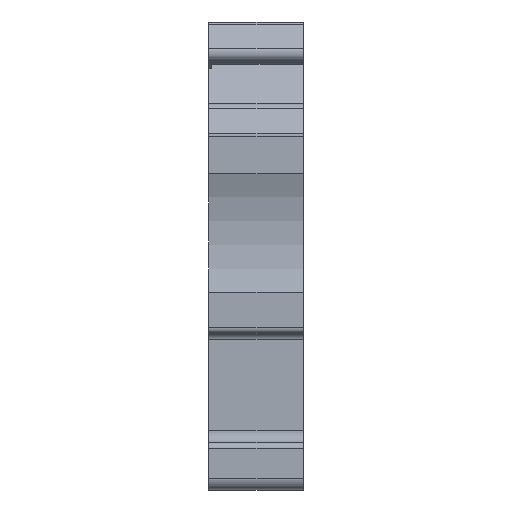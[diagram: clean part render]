
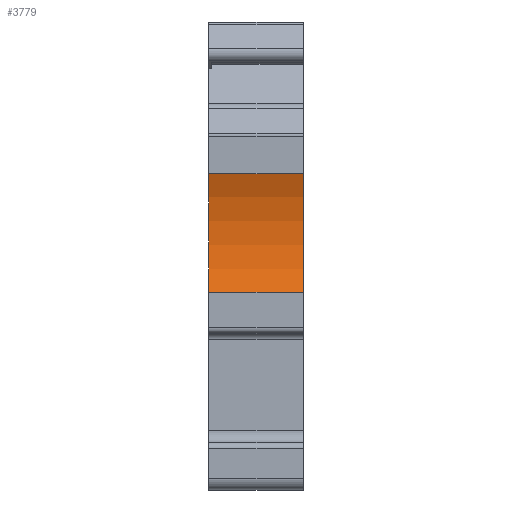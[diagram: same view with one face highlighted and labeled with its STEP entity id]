
A CAD part, left-side view. The second image highlights one B-rep face of the part: STEP entity #3779.
In plain terms, the highlighted cylindrical face has radius 13 mm (diameter 26 mm), a partial arc.
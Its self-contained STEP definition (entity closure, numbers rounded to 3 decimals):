
#45=CIRCLE('',#3955,13.);
#92=CIRCLE('',#4031,13.);
#174=CYLINDRICAL_SURFACE('',#4073,13.);
#771=ORIENTED_EDGE('',*,*,#1462,.T.);
#772=ORIENTED_EDGE('',*,*,#1702,.T.);
#773=ORIENTED_EDGE('',*,*,#1648,.F.);
#774=ORIENTED_EDGE('',*,*,#1703,.T.);
#1462=EDGE_CURVE('',#2013,#2012,#45,.F.);
#1648=EDGE_CURVE('',#2168,#2169,#92,.T.);
#1702=EDGE_CURVE('',#2012,#2169,#2555,.T.);
#1703=EDGE_CURVE('',#2168,#2013,#2556,.F.);
#2012=VERTEX_POINT('',#5551);
#2013=VERTEX_POINT('',#5553);
#2168=VERTEX_POINT('',#5922);
#2169=VERTEX_POINT('',#5924);
#2555=LINE('',#6031,#2995);
#2556=LINE('',#6033,#2996);
#2995=VECTOR('',#4826,1000.);
#2996=VECTOR('',#4829,1000.);
#3251=EDGE_LOOP('',(#771,#772,#773,#774));
#3448=FACE_BOUND('',#3251,.T.);
#3779=ADVANCED_FACE('',(#3448),#174,.F.);
#3955=AXIS2_PLACEMENT_3D('',#5552,#4410,#4411);
#4031=AXIS2_PLACEMENT_3D('',#5923,#4701,#4702);
#4073=AXIS2_PLACEMENT_3D('',#6032,#4827,#4828);
#4410=DIRECTION('',(0.,-1.,0.));
#4411=DIRECTION('',(0.,0.,-1.));
#4701=DIRECTION('',(0.,1.,0.));
#4702=DIRECTION('',(-1.,0.,0.));
#4826=DIRECTION('',(0.,-1.,0.));
#4827=DIRECTION('',(0.,-1.,0.));
#4828=DIRECTION('',(0.,0.,-1.));
#4829=DIRECTION('',(0.,-1.,0.));
#5551=CARTESIAN_POINT('',(-45.5,0.,-3.05));
#5552=CARTESIAN_POINT('',(-57.5,0.,1.95));
#5553=CARTESIAN_POINT('',(-45.5,0.,6.95));
#5922=CARTESIAN_POINT('',(-45.5,-8.,6.95));
#5923=CARTESIAN_POINT('',(-57.5,-8.,1.95));
#5924=CARTESIAN_POINT('',(-45.5,-8.,-3.05));
#6031=CARTESIAN_POINT('',(-45.5,93.357,-3.05));
#6032=CARTESIAN_POINT('',(-57.5,93.357,1.95));
#6033=CARTESIAN_POINT('',(-45.5,93.357,6.95));
